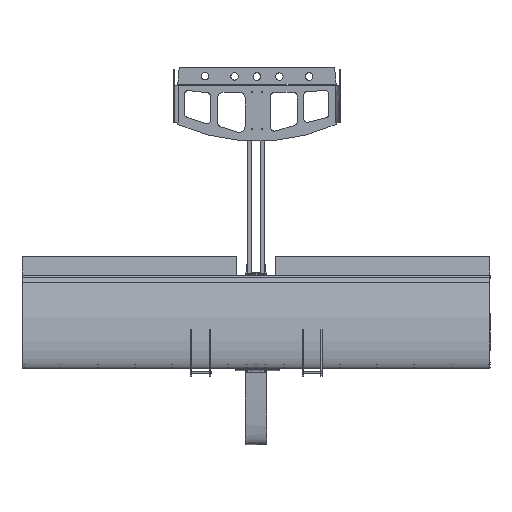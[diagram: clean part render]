
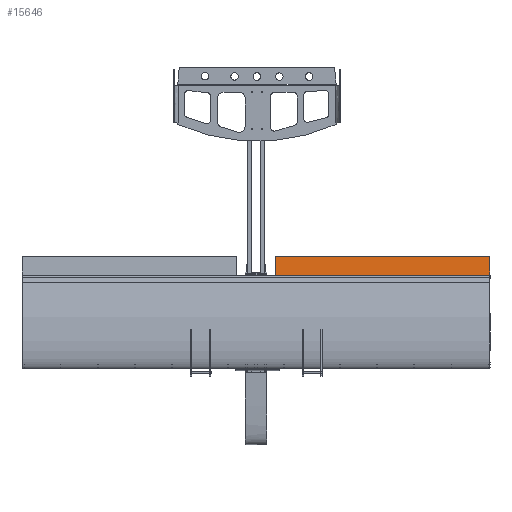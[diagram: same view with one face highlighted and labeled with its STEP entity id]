
A CAD part, top view. The second image highlights one B-rep face of the part: STEP entity #15646.
In plain terms, the highlighted planar face has unit normal (0, 0.07, 0.998).
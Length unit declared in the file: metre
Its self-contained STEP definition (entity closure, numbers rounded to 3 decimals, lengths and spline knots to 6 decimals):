
#1276=PLANE('',#17202);
#1872=FACE_OUTER_BOUND('',#2784,.T.);
#2784=EDGE_LOOP('',(#11925,#11926,#11927,#11928));
#3937=LINE('',#25059,#5472);
#3943=LINE('',#25071,#5478);
#3944=LINE('',#25073,#5479);
#3945=LINE('',#25074,#5480);
#5472=VECTOR('',#19134,1.);
#5478=VECTOR('',#19142,1.);
#5479=VECTOR('',#19145,1.);
#5480=VECTOR('',#19146,1.);
#7356=VERTEX_POINT('',#25056);
#7357=VERTEX_POINT('',#25058);
#7360=VERTEX_POINT('',#25065);
#7362=VERTEX_POINT('',#25069);
#9058=EDGE_CURVE('',#7356,#7357,#3937,.T.);
#9064=EDGE_CURVE('',#7360,#7362,#3943,.T.);
#9065=EDGE_CURVE('',#7360,#7356,#3944,.T.);
#9066=EDGE_CURVE('',#7362,#7357,#3945,.T.);
#11925=ORIENTED_EDGE('',*,*,#9058,.F.);
#11926=ORIENTED_EDGE('',*,*,#9065,.F.);
#11927=ORIENTED_EDGE('',*,*,#9064,.T.);
#11928=ORIENTED_EDGE('',*,*,#9066,.T.);
#15646=ADVANCED_FACE('',(#1872),#1276,.T.);
#17202=AXIS2_PLACEMENT_3D('',#25072,#19143,#19144);
#19134=DIRECTION('',(0.,0.998,-0.07));
#19142=DIRECTION('',(0.,0.998,-0.07));
#19143=DIRECTION('center_axis',(0.,0.07,0.998));
#19144=DIRECTION('ref_axis',(0.,0.998,-0.07));
#19145=DIRECTION('',(-1.,0.,0.));
#19146=DIRECTION('',(-1.,0.,0.));
#25056=CARTESIAN_POINT('',(0.05032,-0.0225,0.02528));
#25058=CARTESIAN_POINT('',(0.05032,0.027378,0.021793));
#25059=CARTESIAN_POINT('',(0.05032,0.002439,0.023536));
#25065=CARTESIAN_POINT('',(0.62532,-0.0225,0.02528));
#25069=CARTESIAN_POINT('',(0.62532,0.027378,0.021793));
#25071=CARTESIAN_POINT('',(0.62532,0.002439,0.023536));
#25072=CARTESIAN_POINT('Origin',(0.62532,0.002439,
0.023536));
#25073=CARTESIAN_POINT('',(0.62532,-0.0225,0.02528));
#25074=CARTESIAN_POINT('',(0.62532,0.027378,0.021793));
